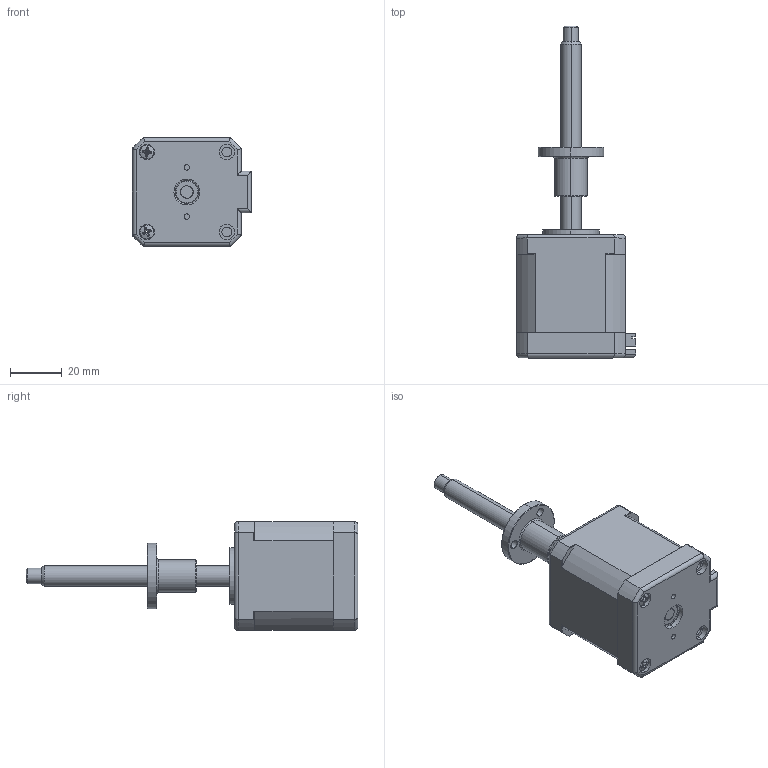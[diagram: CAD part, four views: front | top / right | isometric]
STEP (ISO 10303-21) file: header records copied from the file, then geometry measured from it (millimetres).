
FILE_DESCRIPTION (( 'STEP AP203' ), '1' );
FILE_NAME ('LE176S-T08012-75-AR3-S-200.STEP', '2018-08-13T02:19:32', ( '' ), ( '' ), 'SwSTEP 2.0', 'SolidWorks 2014', '' );
FILE_SCHEMA (( 'CONFIG_CONTROL_DESIGN' ));
Length unit declared in the file: millimetre
Products named in the file (1): LE176S-T08012-75-AR3-S-200
Bounding box: 46.2 x 128.8 x 42.2 mm (x, y, z)
Surface area: 19054.2 mm2 (no closed solid volume)
Topology: 0 solids, 14 shells, 290 faces, 902 edges, 625 vertices
Faces by surface type: plane 154, cylinder 86, cone 32, torus 14, sphere 4
Entity records: 10384 total; most frequent: CARTESIAN_POINT 2292, DIRECTION 1654, ORIENTED_EDGE 1560, EDGE_CURVE 902, VERTEX_POINT 625, VECTOR 568, LINE 568, AXIS2_PLACEMENT_3D 543
